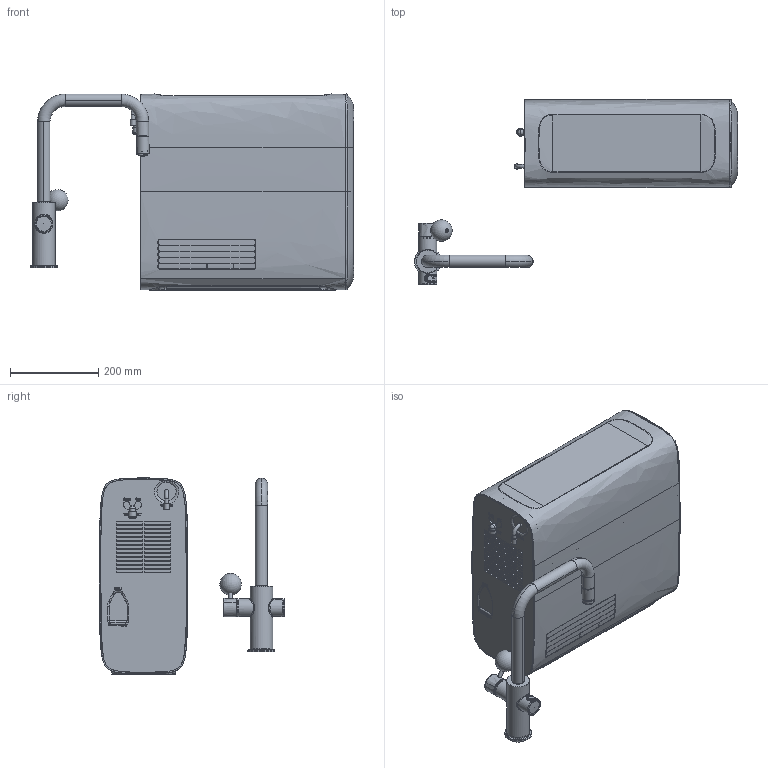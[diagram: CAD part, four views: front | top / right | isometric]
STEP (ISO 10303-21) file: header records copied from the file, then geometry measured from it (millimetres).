
FILE_DESCRIPTION(/* description */ ('Unknown'),/* implementation_level */ '2;1');
FILE_NAME(/* name */ '31543000',/* time_stamp */ '2022-09-10T05:07:50+02:00',/* author */ ('Unknown'),/* organization */ ('GROHE AG'),/* preprocessor_version */ 'ST-DEVELOPER v16.7',/* originating_system */ 'DEX',/* authorisation */ $);
FILE_SCHEMA (('AUTOMOTIVE_DESIGN {1 0 10303 214 3 1 1}'));
Products named in the file (20): 31543000; Document; capA#8; A1921_MENTOR_ALLCATPART_14072015; 31543000_0; 31543000_1; 31543000_2; Document_0; Document_1; id706; 149816251; 220113221; 220113480_1; 220113482_1; 220113483; 220113484; 220113485; 220113486_1; GROHE_ANSCHLUSS
Assembly tree (19 placements, depth 2):
  31543000
    Document
    31543000
    capA#8
    A1921_MENTOR_ALLCATPART_14072015
    31543000_0
    31543000_1
    31543000_2
    Document_0
    Document_1
    id706
    149816251
    220113221
    220113480_1
    220113482_1
    220113483
    220113484
    220113485
    220113486_1
    GROHE_ANSCHLUSS
Bounding box: 731.22 x 419.08 x 443.41 mm (x, y, z)
Volume: 589729.9 mm3; surface area: 1018018.9 mm2
Topology: 9 solids, 57 shells, 819 faces, 3691 edges, 2970 vertices
Faces by surface type: plane 472, bspline 144, cylinder 131, torus 35, cone 32, sphere 5
Full cylindrical faces by diameter (mm): 6 x2, 7 x1, 8 x1, 8.06 x1, 8.1 x1, 9 x2, 12 x2, 12.7 x2, 16.8 x1, 17.7 x1, 20.7 x1, 22.45 x2, 23.87 x1, 24 x1, 25 x1, 25.5 x1, 28 x1, 28.2 x1, 30.9 x1, 34.5 x1, 34.8 x1, 35 x1, 36.9 x3, 37.1 x1, 40 x2, 46.917 x1, 51 x1, 61 x1
Entity records: 64599 total; most frequent: CARTESIAN_POINT 34533, ORIENTED_EDGE 5355, DIRECTION 4464, EDGE_CURVE 3581, VERTEX_POINT 2940, LINE 1680, VECTOR 1680, AXIS2_PLACEMENT_3D 1392
